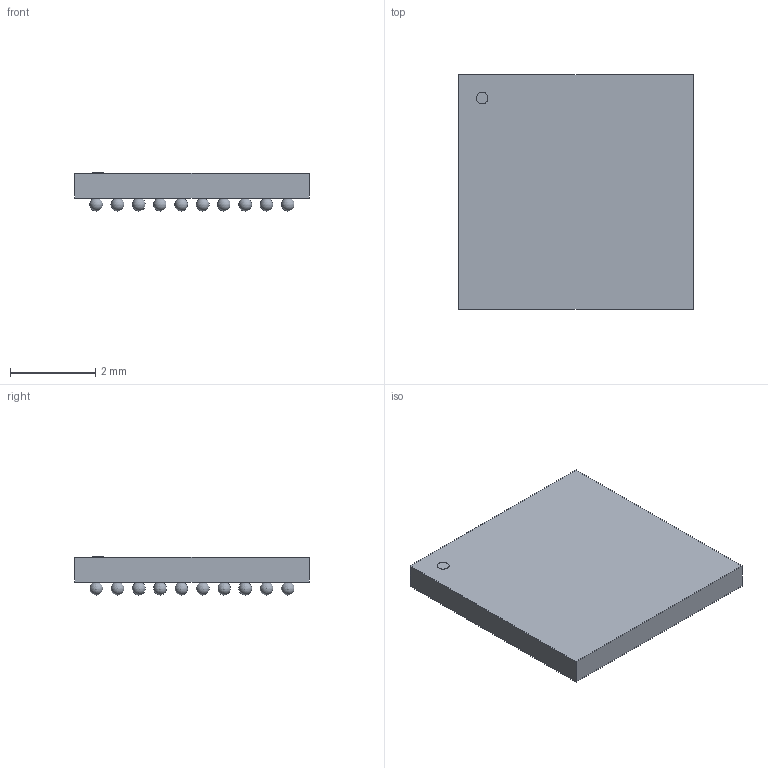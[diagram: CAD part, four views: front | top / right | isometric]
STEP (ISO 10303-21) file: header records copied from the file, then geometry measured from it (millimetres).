
FILE_DESCRIPTION(('STEP AP214'),'1');
FILE_NAME('VFBGA82_3MX_MCH','2023-10-13T05:17:40',(''),(''),'','','');
FILE_SCHEMA(('AUTOMOTIVE_DESIGN'));
Length unit declared in the file: millimetre
Products named in the file (1): product
Bounding box: 5.51 x 5.51 x 0.89 mm (x, y, z)
Volume: 19 mm3; surface area: 97.7 mm2
Topology: 84 solids, 84 shells, 91 faces, 261 edges, 174 vertices
Faces by surface type: sphere 82, plane 8, cylinder 1
Full cylindrical faces by diameter (mm): 0.276 x1
Entity records: 1111 total; most frequent: DIRECTION 202, CARTESIAN_POINT 105, AXIS2_PLACEMENT_3D 95, STYLED_ITEM 91, ADVANCED_FACE 91, MANIFOLD_SOLID_BREP 84, CLOSED_SHELL 84, SPHERICAL_SURFACE 82
